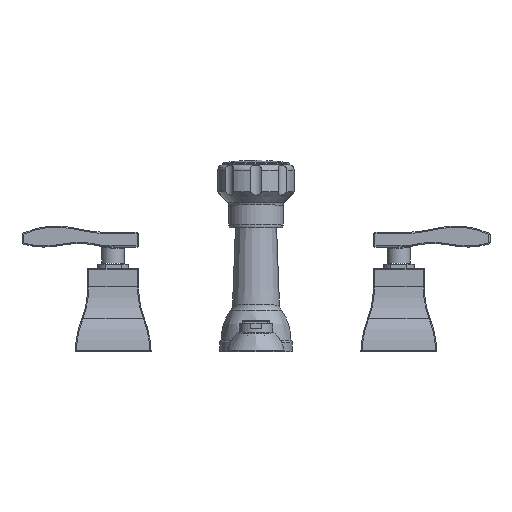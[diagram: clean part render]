
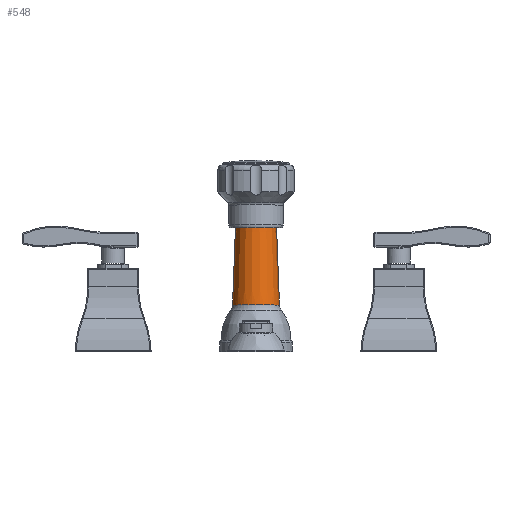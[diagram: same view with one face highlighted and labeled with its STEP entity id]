
A CAD part, top view. The second image highlights one B-rep face of the part: STEP entity #548.
In plain terms, the highlighted conical face has half-angle 2.15 degrees and reference radius 15.518 mm.
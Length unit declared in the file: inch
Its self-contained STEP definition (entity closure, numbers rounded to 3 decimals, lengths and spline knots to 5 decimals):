
#325=CARTESIAN_POINT('',(0.,1.30334,-9.));
#326=DIRECTION('',(0.,-1.,0.));
#327=DIRECTION('',(1.,0.,0.));
#328=AXIS2_PLACEMENT_3D('',#325,#326,#327);
#340=CARTESIAN_POINT('',(0.,3.75,-9.));
#341=DIRECTION('',(0.,1.,0.));
#342=DIRECTION('',(-1.,0.,0.));
#343=AXIS2_PLACEMENT_3D('',#340,#341,#342);
#345=DIRECTION('',(-0.038,0.999,0.));
#346=VECTOR('',#345,2.44838);
#347=CARTESIAN_POINT('',(0.65687,1.30334,-9.));
#348=LINE('',#347,#346);
#354=DIRECTION('',(0.038,0.999,0.));
#355=VECTOR('',#354,2.44838);
#356=CARTESIAN_POINT('',(-0.65687,1.30334,
-9.));
#357=LINE('',#356,#355);
#400=CARTESIAN_POINT('',(0.565,3.75,-9.));
#401=CARTESIAN_POINT('',(-0.565,3.75,-9.));
#402=VERTEX_POINT('',#400);
#403=VERTEX_POINT('',#401);
#404=CARTESIAN_POINT('',(-0.65687,1.30334,-9.));
#405=CARTESIAN_POINT('',(0.65687,1.30334,-9.));
#406=VERTEX_POINT('',#404);
#407=VERTEX_POINT('',#405);
#534=CARTESIAN_POINT('',(0.,2.52667,-9.));
#535=DIRECTION('',(0.,-1.,0.));
#536=DIRECTION('',(-1.,0.,0.));
#537=AXIS2_PLACEMENT_3D('',#534,#535,#536);
#538=CONICAL_SURFACE('',#537,0.61094,2.15);
#539=ORIENTED_EDGE('',*,*,#524,.T.);
#541=ORIENTED_EDGE('',*,*,#540,.T.);
#543=ORIENTED_EDGE('',*,*,#542,.T.);
#545=ORIENTED_EDGE('',*,*,#544,.F.);
#546=EDGE_LOOP('',(#539,#541,#543,#545));
#547=FACE_OUTER_BOUND('',#546,.F.);
#548=ADVANCED_FACE('',(#547),#538,.T.);
#329=CIRCLE('',#328,0.65687);
#344=CIRCLE('',#343,0.565);
#524=EDGE_CURVE('',#407,#406,#329,.T.);
#540=EDGE_CURVE('',#406,#403,#357,.T.);
#542=EDGE_CURVE('',#403,#402,#344,.T.);
#544=EDGE_CURVE('',#407,#402,#348,.T.);
